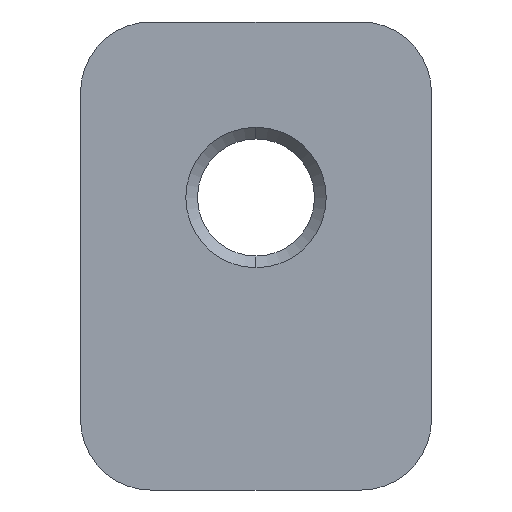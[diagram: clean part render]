
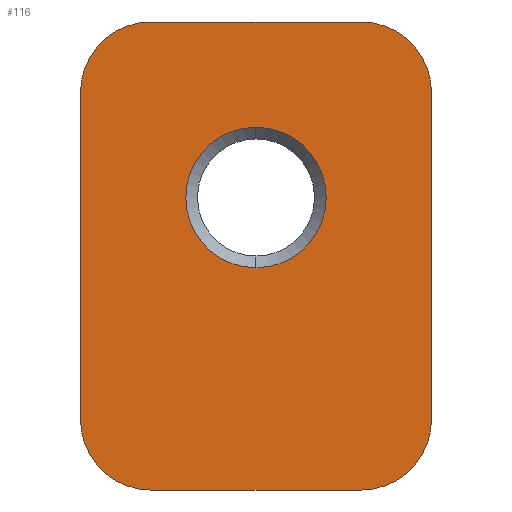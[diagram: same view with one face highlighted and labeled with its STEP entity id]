
A CAD part, front view. The second image highlights one B-rep face of the part: STEP entity #116.
In plain terms, the highlighted planar face has unit normal (0, -1, 0).
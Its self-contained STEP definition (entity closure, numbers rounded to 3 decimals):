
#2 = VECTOR ( 'NONE', #331, 1000. ) ;
#5 = CARTESIAN_POINT ( 'NONE',  ( -7.5, -4., 20. ) ) ;
#9 = DIRECTION ( 'NONE',  ( 0., 1., 0. ) ) ;
#15 = ORIENTED_EDGE ( 'NONE', *, *, #149, .T. ) ;
#19 = VERTEX_POINT ( 'NONE', #376 ) ;
#22 = EDGE_LOOP ( 'NONE', ( #365, #200 ) ) ;
#43 = DIRECTION ( 'NONE',  ( 0., 0., 1. ) ) ;
#51 = EDGE_LOOP ( 'NONE', ( #15, #92, #190, #297, #267, #363, #272, #440 ) ) ;
#55 = CIRCLE ( 'NONE', #448, 3. ) ;
#61 = VECTOR ( 'NONE', #424, 1000. ) ;
#63 = EDGE_CURVE ( 'NONE', #64, #19, #352, .T. ) ;
#64 = VERTEX_POINT ( 'NONE', #218 ) ;
#68 = DIRECTION ( 'NONE',  ( 0., 0., 1. ) ) ;
#69 = CARTESIAN_POINT ( 'NONE',  ( -4.5, -4., 20. ) ) ;
#74 = VECTOR ( 'NONE', #423, 1000. ) ;
#77 = CARTESIAN_POINT ( 'NONE',  ( 7.5, -4., 3. ) ) ;
#85 = VERTEX_POINT ( 'NONE', #69 ) ;
#86 = VERTEX_POINT ( 'NONE', #77 ) ;
#92 = ORIENTED_EDGE ( 'NONE', *, *, #230, .T. ) ;
#95 = AXIS2_PLACEMENT_3D ( 'NONE', #172, #385, #68 ) ;
#102 = EDGE_CURVE ( 'NONE', #334, #155, #143, .T. ) ;
#103 = CARTESIAN_POINT ( 'NONE',  ( -4.5, -4., 0. ) ) ;
#105 = AXIS2_PLACEMENT_3D ( 'NONE', #183, #287, #286 ) ;
#106 = CARTESIAN_POINT ( 'NONE',  ( -7.5, -4., 3. ) ) ;
#108 = CARTESIAN_POINT ( 'NONE',  ( 0., -4., 12.5 ) ) ;
#116 = ADVANCED_FACE ( 'NONE', ( #390, #170 ), #312, .F. ) ;
#127 = AXIS2_PLACEMENT_3D ( 'NONE', #145, #348, #387 ) ;
#136 = CIRCLE ( 'NONE', #300, 3. ) ;
#139 = CARTESIAN_POINT ( 'NONE',  ( -7.5, -4., 0. ) ) ;
#143 = CIRCLE ( 'NONE', #95, 3. ) ;
#145 = CARTESIAN_POINT ( 'NONE',  ( -4.5, -4., 17. ) ) ;
#147 = CARTESIAN_POINT ( 'NONE',  ( -7.5, -4., 17. ) ) ;
#149 = EDGE_CURVE ( 'NONE', #155, #405, #350, .T. ) ;
#150 = VERTEX_POINT ( 'NONE', #425 ) ;
#155 = VERTEX_POINT ( 'NONE', #103 ) ;
#158 = CARTESIAN_POINT ( 'NONE',  ( 7.5, -4., 17. ) ) ;
#170 = FACE_OUTER_BOUND ( 'NONE', #51, .T. ) ;
#172 = CARTESIAN_POINT ( 'NONE',  ( -4.5, -4., 3. ) ) ;
#181 = CARTESIAN_POINT ( 'NONE',  ( -7.5, -4., 20. ) ) ;
#183 = CARTESIAN_POINT ( 'NONE',  ( 4.5, -4., 17. ) ) ;
#190 = ORIENTED_EDGE ( 'NONE', *, *, #336, .F. ) ;
#200 = ORIENTED_EDGE ( 'NONE', *, *, #255, .T. ) ;
#201 = DIRECTION ( 'NONE',  ( 1., 0., 0. ) ) ;
#218 = CARTESIAN_POINT ( 'NONE',  ( 0., -4., 9.5 ) ) ;
#223 = CIRCLE ( 'NONE', #127, 3. ) ;
#230 = EDGE_CURVE ( 'NONE', #405, #86, #55, .T. ) ;
#237 = EDGE_CURVE ( 'NONE', #437, #150, #244, .T. ) ;
#244 = CIRCLE ( 'NONE', #105, 3. ) ;
#252 = LINE ( 'NONE', #325, #2 ) ;
#255 = EDGE_CURVE ( 'NONE', #19, #64, #136, .T. ) ;
#257 = DIRECTION ( 'NONE',  ( 0., 1., 0. ) ) ;
#267 = ORIENTED_EDGE ( 'NONE', *, *, #445, .F. ) ;
#272 = ORIENTED_EDGE ( 'NONE', *, *, #318, .T. ) ;
#283 = AXIS2_PLACEMENT_3D ( 'NONE', #181, #9, #355 ) ;
#284 = VECTOR ( 'NONE', #201, 1000. ) ;
#286 = DIRECTION ( 'NONE',  ( 0., 0., 1. ) ) ;
#287 = DIRECTION ( 'NONE',  ( 0., -1., 0. ) ) ;
#290 = DIRECTION ( 'NONE',  ( 0., -1., 0. ) ) ;
#296 = CARTESIAN_POINT ( 'NONE',  ( 4.5, -4., 0. ) ) ;
#297 = ORIENTED_EDGE ( 'NONE', *, *, #237, .T. ) ;
#300 = AXIS2_PLACEMENT_3D ( 'NONE', #323, #257, #395 ) ;
#305 = EDGE_CURVE ( 'NONE', #85, #360, #223, .T. ) ;
#312 = PLANE ( 'NONE',  #283 ) ;
#318 = EDGE_CURVE ( 'NONE', #360, #334, #351, .T. ) ;
#323 = CARTESIAN_POINT ( 'NONE',  ( 0., -4., 12.5 ) ) ;
#325 = CARTESIAN_POINT ( 'NONE',  ( 7.5, -4., 20. ) ) ;
#331 = DIRECTION ( 'NONE',  ( 0., 0., -1. ) ) ;
#334 = VERTEX_POINT ( 'NONE', #106 ) ;
#336 = EDGE_CURVE ( 'NONE', #437, #86, #252, .T. ) ;
#348 = DIRECTION ( 'NONE',  ( 0., -1., 0. ) ) ;
#350 = LINE ( 'NONE', #139, #74 ) ;
#351 = LINE ( 'NONE', #5, #61 ) ;
#352 = CIRCLE ( 'NONE', #377, 3. ) ;
#355 = DIRECTION ( 'NONE',  ( 0., 0., 1. ) ) ;
#360 = VERTEX_POINT ( 'NONE', #147 ) ;
#362 = CARTESIAN_POINT ( 'NONE',  ( 4.5, -4., 3. ) ) ;
#363 = ORIENTED_EDGE ( 'NONE', *, *, #305, .T. ) ;
#365 = ORIENTED_EDGE ( 'NONE', *, *, #63, .T. ) ;
#376 = CARTESIAN_POINT ( 'NONE',  ( 0., -4., 15.5 ) ) ;
#377 = AXIS2_PLACEMENT_3D ( 'NONE', #108, #396, #43 ) ;
#385 = DIRECTION ( 'NONE',  ( 0., -1., 0. ) ) ;
#387 = DIRECTION ( 'NONE',  ( 0., 0., 1. ) ) ;
#390 = FACE_BOUND ( 'NONE', #22, .T. ) ;
#395 = DIRECTION ( 'NONE',  ( 0., 0., 1. ) ) ;
#396 = DIRECTION ( 'NONE',  ( 0., 1., 0. ) ) ;
#397 = DIRECTION ( 'NONE',  ( 0., 0., 1. ) ) ;
#405 = VERTEX_POINT ( 'NONE', #296 ) ;
#417 = CARTESIAN_POINT ( 'NONE',  ( -7.5, -4., 20. ) ) ;
#423 = DIRECTION ( 'NONE',  ( 1., 0., 0. ) ) ;
#424 = DIRECTION ( 'NONE',  ( 0., 0., -1. ) ) ;
#425 = CARTESIAN_POINT ( 'NONE',  ( 4.5, -4., 20. ) ) ;
#437 = VERTEX_POINT ( 'NONE', #158 ) ;
#440 = ORIENTED_EDGE ( 'NONE', *, *, #102, .T. ) ;
#445 = EDGE_CURVE ( 'NONE', #85, #150, #446, .T. ) ;
#446 = LINE ( 'NONE', #417, #284 ) ;
#448 = AXIS2_PLACEMENT_3D ( 'NONE', #362, #290, #397 ) ;
